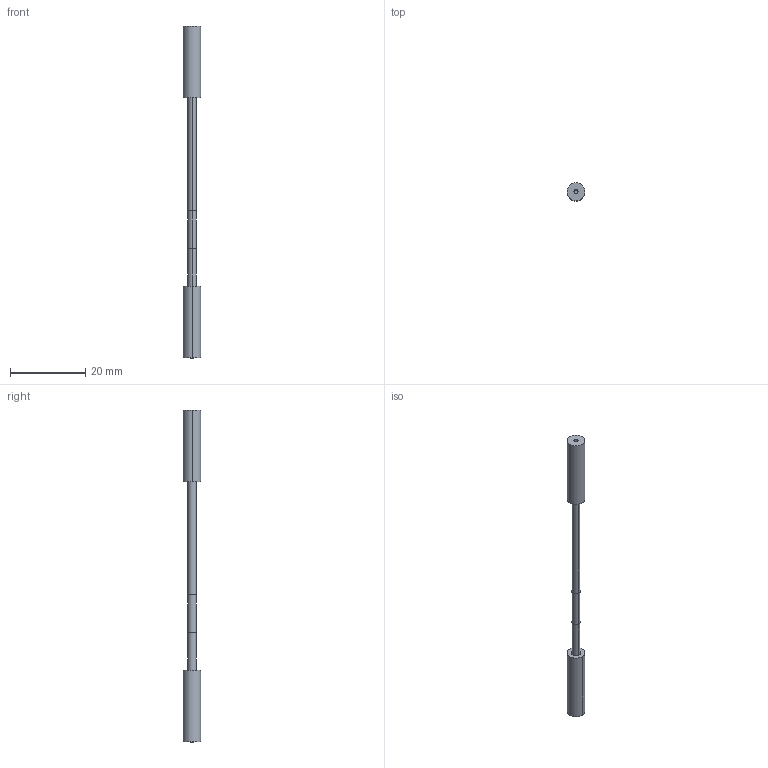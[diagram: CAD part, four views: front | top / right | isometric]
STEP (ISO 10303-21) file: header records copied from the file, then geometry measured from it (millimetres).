
FILE_DESCRIPTION((''),'2;1');
FILE_NAME('191548_ASM','2016-05-20T',('PDMAdmin'),(''),'PRO/ENGINEER BY PARAMETRIC TECHNOLOGY CORPORATION, 2016010','PRO/ENGINEER BY PARAMETRIC TECHNOLOGY CORPORATION, 2016010','');
FILE_SCHEMA(('CONFIG_CONTROL_DESIGN'));
Length unit declared in the file: inch
Products named in the file (5): 66719; FIBER_CORE_1MM; 10140; 65891_ASM; 191548_ASM
Assembly tree (5 placements, depth 3):
  191548_ASM
    65891_ASM
      66719  x2
      FIBER_CORE_1MM
      10140
Bounding box: 4.75 x 4.75 x 88.1 mm (x, y, z)
Volume: 741.3 mm3; surface area: 1692.4 mm2
Topology: 4 solids, 5 shells, 40 faces, 80 edges, 48 vertices
Faces by surface type: cylinder 24, plane 8, cone 4, bspline 4
Entity records: 1119 total; most frequent: CARTESIAN_POINT 326, DIRECTION 176, ORIENTED_EDGE 116, AXIS2_PLACEMENT_3D 78, EDGE_CURVE 60, VERTEX_POINT 36, CIRCLE 36, EDGE_LOOP 34
